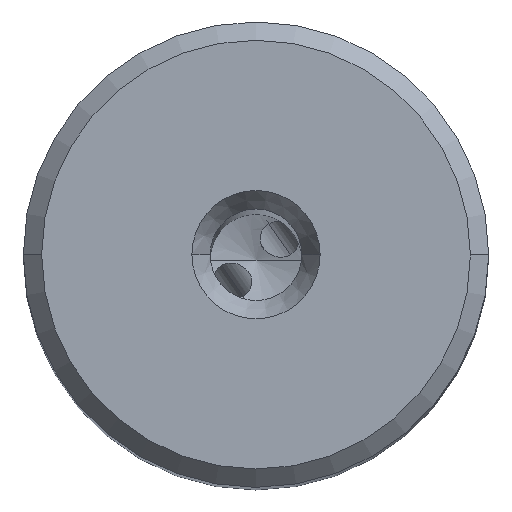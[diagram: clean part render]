
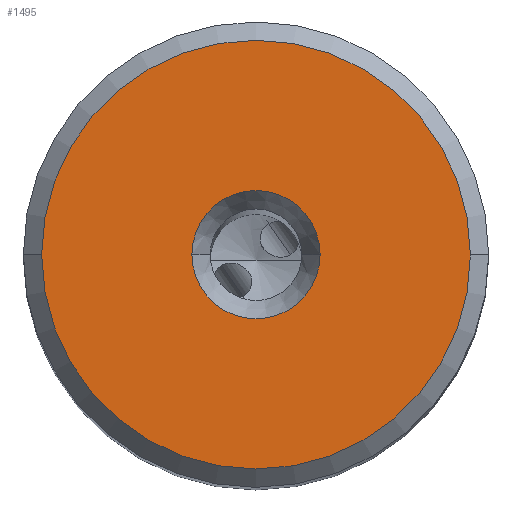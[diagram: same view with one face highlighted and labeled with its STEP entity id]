
A CAD part, top view. The second image highlights one B-rep face of the part: STEP entity #1495.
In plain terms, the highlighted planar face has unit normal (0, 0, 1).
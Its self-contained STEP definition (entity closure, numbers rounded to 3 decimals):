
#343=FACE_BOUND('',#2366,.T.);
#344=FACE_BOUND('',#2367,.T.);
#438=PLANE('',#8431);
#1495=ADVANCED_FACE('',(#343,#344),#438,.T.);
#2366=EDGE_LOOP('',(#4259,#4260,#4261,#4262));
#2367=EDGE_LOOP('',(#4263,#4264));
#2805=CIRCLE('',#8424,3.5);
#2806=CIRCLE('',#8426,11.7);
#2807=CIRCLE('',#8427,11.7);
#2808=CIRCLE('',#8428,11.7);
#2809=CIRCLE('',#8429,11.7);
#2810=CIRCLE('',#8430,3.5);
#4259=ORIENTED_EDGE('',*,*,#6841,.F.);
#4260=ORIENTED_EDGE('',*,*,#6842,.T.);
#4261=ORIENTED_EDGE('',*,*,#6843,.T.);
#4262=ORIENTED_EDGE('',*,*,#6844,.F.);
#4263=ORIENTED_EDGE('',*,*,#6845,.F.);
#4264=ORIENTED_EDGE('',*,*,#6840,.F.);
#5886=VERTEX_POINT('',#16370);
#5887=VERTEX_POINT('',#16372);
#5888=VERTEX_POINT('',#16376);
#5889=VERTEX_POINT('',#16377);
#5890=VERTEX_POINT('',#16379);
#5891=VERTEX_POINT('',#16381);
#6840=EDGE_CURVE('',#5887,#5886,#2805,.T.);
#6841=EDGE_CURVE('',#5888,#5889,#2806,.T.);
#6842=EDGE_CURVE('',#5888,#5890,#2807,.T.);
#6843=EDGE_CURVE('',#5890,#5891,#2808,.T.);
#6844=EDGE_CURVE('',#5889,#5891,#2809,.T.);
#6845=EDGE_CURVE('',#5886,#5887,#2810,.T.);
#8424=AXIS2_PLACEMENT_3D('',#16373,#10003,#10004);
#8426=AXIS2_PLACEMENT_3D('',#16375,#10007,#10008);
#8427=AXIS2_PLACEMENT_3D('',#16378,#10009,#10010);
#8428=AXIS2_PLACEMENT_3D('',#16380,#10011,#10012);
#8429=AXIS2_PLACEMENT_3D('',#16382,#10013,#10014);
#8430=AXIS2_PLACEMENT_3D('',#16383,#10015,#10016);
#8431=AXIS2_PLACEMENT_3D('',#16384,#10017,#10018);
#10003=DIRECTION('',(0.,0.,1.));
#10004=DIRECTION('',(-1.,0.,0.));
#10007=DIRECTION('',(0.,0.,-1.));
#10008=DIRECTION('',(-1.,0.002,0.));
#10009=DIRECTION('',(0.,0.,1.));
#10010=DIRECTION('',(-1.,0.002,0.));
#10011=DIRECTION('',(0.,0.,1.));
#10012=DIRECTION('',(1.,-0.002,0.));
#10013=DIRECTION('',(0.,0.,-1.));
#10014=DIRECTION('',(1.,-0.002,0.));
#10015=DIRECTION('',(0.,0.,1.));
#10016=DIRECTION('',(1.,0.,0.));
#10017=DIRECTION('',(0.,0.,1.));
#10018=DIRECTION('',(1.,0.,0.));
#16370=CARTESIAN_POINT('',(3.5,0.,0.));
#16372=CARTESIAN_POINT('',(-3.5,0.,0.));
#16373=CARTESIAN_POINT('',(0.,0.,0.));
#16375=CARTESIAN_POINT('',(0.,0.,0.));
#16376=CARTESIAN_POINT('',(-11.7,0.018,0.));
#16377=CARTESIAN_POINT('',(11.7,0.,0.));
#16378=CARTESIAN_POINT('',(0.,0.,0.));
#16379=CARTESIAN_POINT('',(-11.7,0.,0.));
#16380=CARTESIAN_POINT('',(0.,0.,0.));
#16381=CARTESIAN_POINT('',(11.7,-0.018,0.));
#16382=CARTESIAN_POINT('',(0.,0.,0.));
#16383=CARTESIAN_POINT('',(0.,0.,0.));
#16384=CARTESIAN_POINT('',(0.,0.,0.));
